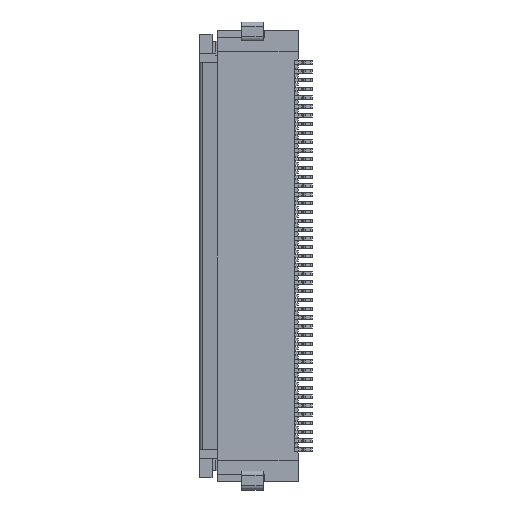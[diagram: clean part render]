
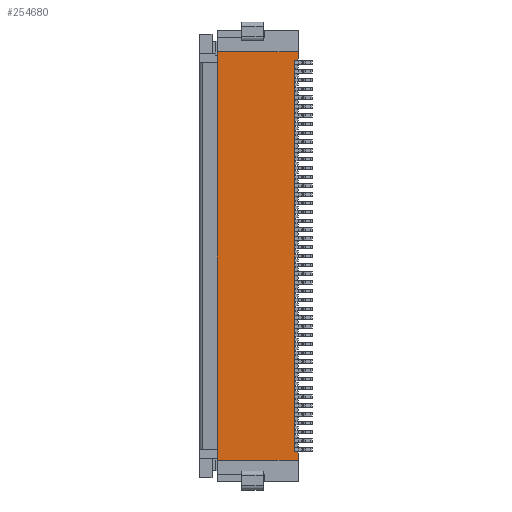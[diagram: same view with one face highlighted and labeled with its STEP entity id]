
A CAD part, left-side view. The second image highlights one B-rep face of the part: STEP entity #254680.
In plain terms, the highlighted planar face has unit normal (-1, 0, 0).
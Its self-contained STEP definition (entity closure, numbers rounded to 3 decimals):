
#44400=CARTESIAN_POINT('',(-2.015,-3.591,18.158));
#44410=VERTEX_POINT('',#44400);
#44440=CARTESIAN_POINT('',(-2.015,-3.591,19.605));
#44450=DIRECTION('',(0.,0.,-1.));
#44460=VECTOR('',#44450,1.);
#44470=LINE('',#44440,#44460);
#44480=CARTESIAN_POINT('',(-2.015,-3.591,18.558));
#44490=VERTEX_POINT('',#44480);
#44500=EDGE_CURVE('',#44490,#44410,#44470,.T.);
#53880=CARTESIAN_POINT('',(-2.015,1.009,18.558));
#53890=DIRECTION('',(0.,-1.,0.));
#53900=VECTOR('',#53890,1.);
#53910=LINE('',#53880,#53900);
#53920=CARTESIAN_POINT('',(-2.015,1.009,18.558));
#53930=VERTEX_POINT('',#53920);
#53940=EDGE_CURVE('',#53930,#44490,#53910,.T.);
#57430=CARTESIAN_POINT('',(-2.015,-3.391,18.055));
#57440=VERTEX_POINT('',#57430);
#57470=CARTESIAN_POINT('',(-2.015,0.,16.317));
#57480=DIRECTION('',(0.,0.89,-0.456));
#57490=VECTOR('',#57480,1.);
#57500=LINE('',#57470,#57490);
#57510=EDGE_CURVE('',#44410,#57440,#57500,.T.);
#162290=CARTESIAN_POINT('',(-2.015,1.009,16.325));
#162300=DIRECTION('',(0.,0.,1.));
#162310=VECTOR('',#162300,1.);
#162320=LINE('',#162290,#162310);
#162330=CARTESIAN_POINT('',(-2.015,1.009,-4.643));
#162340=VERTEX_POINT('',#162330);
#162350=EDGE_CURVE('',#162340,#53930,#162320,.T.);
#249740=CARTESIAN_POINT('',(-2.015,-3.591,-4.643))
;
#249750=VERTEX_POINT('',#249740);
#249780=CARTESIAN_POINT('',(-2.015,-3.591,-5.69));
#249790=DIRECTION('',(0.,0.,1.));
#249800=VECTOR('',#249790,1.);
#249810=LINE('',#249780,#249800);
#249820=CARTESIAN_POINT('',(-2.015,-3.591,-4.243))
;
#249830=VERTEX_POINT('',#249820);
#249840=EDGE_CURVE('',#249750,#249830,#249810,.T.);
#254310=CARTESIAN_POINT('',(-2.015,1.009,-4.643));
#254320=DIRECTION('',(0.,-1.,0.));
#254330=VECTOR('',#254320,1.);
#254340=LINE('',#254310,#254330);
#254350=EDGE_CURVE('',#162340,#249750,#254340,.T.);
#254410=CARTESIAN_POINT('',(-2.015,-3.341,22.055));
#254420=DIRECTION('',(-1.,0.,0.));
#254430=DIRECTION('',(0.,-1.,0.));
#254440=AXIS2_PLACEMENT_3D('',#254410,#254420,#254430);
#254450=PLANE('',#254440);
#254460=CARTESIAN_POINT('',(-2.015,-3.391,18.055));
#254470=DIRECTION('',(0.,0.,-1.));
#254480=VECTOR('',#254470,1.);
#254490=LINE('',#254460,#254480);
#254500=CARTESIAN_POINT('',(-2.015,-3.391,-4.14));
#254510=VERTEX_POINT('',#254500);
#254520=EDGE_CURVE('',#57440,#254510,#254490,.T.);
#254530=ORIENTED_EDGE('',*,*,#254520,.F.);
#254540=CARTESIAN_POINT('',(-2.015,0.,-2.402));
#254550=DIRECTION('',(0.,-0.89,-0.456));
#254560=VECTOR('',#254550,1.);
#254570=LINE('',#254540,#254560);
#254580=EDGE_CURVE('',#254510,#249830,#254570,.T.);
#254590=ORIENTED_EDGE('',*,*,#254580,.F.);
#254600=ORIENTED_EDGE('',*,*,#249840,.T.);
#254610=ORIENTED_EDGE('',*,*,#254350,.T.);
#254620=ORIENTED_EDGE('',*,*,#162350,.F.);
#254630=ORIENTED_EDGE('',*,*,#53940,.F.);
#254640=ORIENTED_EDGE('',*,*,#44500,.F.);
#254650=ORIENTED_EDGE('',*,*,#57510,.F.);
#254660=EDGE_LOOP('',(#254650,#254640,#254630,#254620,#254610,#254600,
#254590,#254530));
#254670=FACE_OUTER_BOUND('',#254660,.T.);
#254680=ADVANCED_FACE('',(#254670),#254450,.T.);
